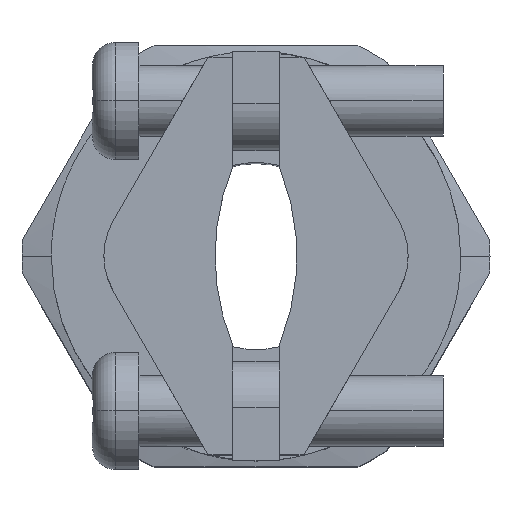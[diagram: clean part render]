
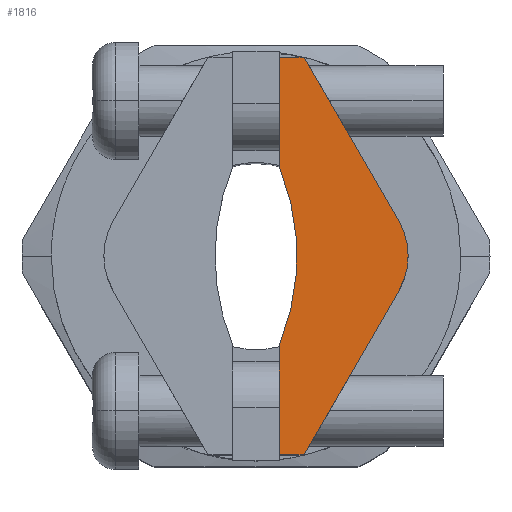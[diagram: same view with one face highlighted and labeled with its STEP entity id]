
A CAD part, top view. The second image highlights one B-rep face of the part: STEP entity #1816.
In plain terms, the highlighted planar face has unit normal (0, 0, 1).
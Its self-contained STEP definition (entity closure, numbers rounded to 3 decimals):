
#1028 = EDGE_CURVE ( 'NONE', #1073, #1074, #3572, .T. ) ;
#1068 = VERTEX_POINT ( 'NONE', #3687 ) ;
#1073 = VERTEX_POINT ( 'NONE', #3716 ) ;
#1074 = VERTEX_POINT ( 'NONE', #3671 ) ;
#1104 = EDGE_CURVE ( 'NONE', #1108, #1068, #3679, .T. ) ;
#1108 = VERTEX_POINT ( 'NONE', #3690 ) ;
#1291 = VERTEX_POINT ( 'NONE', #3934 ) ;
#1426 = ORIENTED_EDGE ( 'NONE', *, *, #1737, .F. ) ;
#1427 = EDGE_CURVE ( 'NONE', #1526, #1108, #4242, .T. ) ;
#1428 = ORIENTED_EDGE ( 'NONE', *, *, #1104, .F. ) ;
#1480 = EDGE_CURVE ( 'NONE', #1524, #1526, #4444, .T. ) ;
#1481 = EDGE_CURVE ( 'NONE', #1561, #1524, #4329, .T. ) ;
#1524 = VERTEX_POINT ( 'NONE', #4405 ) ;
#1526 = VERTEX_POINT ( 'NONE', #4406 ) ;
#1547 = EDGE_CURVE ( 'NONE', #1291, #1561, #4391, .T. ) ;
#1548 = EDGE_CURVE ( 'NONE', #1583, #1291, #4371, .T. ) ;
#1553 = ORIENTED_EDGE ( 'NONE', *, *, #1547, .F. ) ;
#1554 = ORIENTED_EDGE ( 'NONE', *, *, #1028, .F. ) ;
#1555 = EDGE_CURVE ( 'NONE', #1074, #1652, #4337, .T. ) ;
#1556 = ORIENTED_EDGE ( 'NONE', *, *, #1555, .F. ) ;
#1557 = ORIENTED_EDGE ( 'NONE', *, *, #1427, .F. ) ;
#1561 = VERTEX_POINT ( 'NONE', #4450 ) ;
#1583 = VERTEX_POINT ( 'NONE', #4528 ) ;
#1652 = VERTEX_POINT ( 'NONE', #4500 ) ;
#1653 = ORIENTED_EDGE ( 'NONE', *, *, #1481, .F. ) ;
#1655 = EDGE_CURVE ( 'NONE', #1652, #1583, #4516, .T. ) ;
#1656 = ORIENTED_EDGE ( 'NONE', *, *, #1548, .F. ) ;
#1719 = EDGE_LOOP ( 'NONE', ( #1720, #1653, #1553, #1656, #1817, #1556, #1554, #1426, #1428, #1557 ) ) ;
#1720 = ORIENTED_EDGE ( 'NONE', *, *, #1480, .F. ) ;
#1737 = EDGE_CURVE ( 'NONE', #1068, #1073, #4695, .T. ) ;
#1816 = ADVANCED_FACE ( 'NONE', ( #4575 ), #4625, .T. ) ;
#1817 = ORIENTED_EDGE ( 'NONE', *, *, #1655, .F. ) ;
#3572 = LINE ( 'NONE', #3611, #3610 ) ;
#3609 = DIRECTION ( 'NONE',  ( 0., 1., 0. ) ) ;
#3610 = VECTOR ( 'NONE', #3609, 1000. ) ;
#3611 = CARTESIAN_POINT ( 'NONE',  ( 1., 3.8, 31.5 ) ) ;
#3638 = DIRECTION ( 'NONE',  ( 0., 1., 0. ) ) ;
#3639 = VECTOR ( 'NONE', #3638, 1000. ) ;
#3671 = CARTESIAN_POINT ( 'NONE',  ( 1., 5.177, 31.5 ) ) ;
#3678 = CARTESIAN_POINT ( 'NONE',  ( 1., -3.8, 31.5 ) ) ;
#3679 = LINE ( 'NONE', #3678, #3639 ) ;
#3687 = CARTESIAN_POINT ( 'NONE',  ( 1., -3.8, 31.5 ) ) ;
#3690 = CARTESIAN_POINT ( 'NONE',  ( 1., -5.177, 31.5 ) ) ;
#3716 = CARTESIAN_POINT ( 'NONE',  ( 1., 3.8, 31.5 ) ) ;
#3934 = CARTESIAN_POINT ( 'NONE',  ( 6.098, 1.5, 31.5 ) ) ;
#3956 = AXIS2_PLACEMENT_3D ( 'NONE', #4113, #4136, #4187 ) ;
#4113 = CARTESIAN_POINT ( 'NONE',  ( 3.5, 0., 31.5 ) ) ;
#4136 = DIRECTION ( 'NONE',  ( 0., 0., 1. ) ) ;
#4187 = DIRECTION ( 'NONE',  ( -1., 0., 0. ) ) ;
#4215 = VECTOR ( 'NONE', #4239, 1000. ) ;
#4216 = CARTESIAN_POINT ( 'NONE',  ( 1., -3.8, 31.5 ) ) ;
#4239 = DIRECTION ( 'NONE',  ( 0., 1., 0. ) ) ;
#4242 = LINE ( 'NONE', #4216, #4215 ) ;
#4329 = LINE ( 'NONE', #4352, #4351 ) ;
#4334 = DIRECTION ( 'NONE',  ( 0., 1., 0. ) ) ;
#4335 = VECTOR ( 'NONE', #4334, 1000. ) ;
#4336 = CARTESIAN_POINT ( 'NONE',  ( 1., 3.8, 31.5 ) ) ;
#4337 = LINE ( 'NONE', #4336, #4335 ) ;
#4350 = DIRECTION ( 'NONE',  ( -0.5, -0.866, 0. ) ) ;
#4351 = VECTOR ( 'NONE', #4350, 1000. ) ;
#4352 = CARTESIAN_POINT ( 'NONE',  ( 2.057, -8.5, 31.5 ) ) ;
#4357 = AXIS2_PLACEMENT_3D ( 'NONE', #4384, #4385, #4374 ) ;
#4368 = DIRECTION ( 'NONE',  ( 0.5, -0.866, 0. ) ) ;
#4369 = VECTOR ( 'NONE', #4368, 1000. ) ;
#4370 = CARTESIAN_POINT ( 'NONE',  ( 2.057, 8.5, 31.5 ) ) ;
#4371 = LINE ( 'NONE', #4370, #4369 ) ;
#4374 = DIRECTION ( 'NONE',  ( -1., 0., 0. ) ) ;
#4384 = CARTESIAN_POINT ( 'NONE',  ( 3.5, 0., 31.5 ) ) ;
#4385 = DIRECTION ( 'NONE',  ( 0., 0., -1. ) ) ;
#4391 = CIRCLE ( 'NONE', #4357, 3. ) ;
#4403 = CARTESIAN_POINT ( 'NONE',  ( 1., -8.5, 31.5 ) ) ;
#4405 = CARTESIAN_POINT ( 'NONE',  ( 2.057, -8.5, 31.5 ) ) ;
#4406 = CARTESIAN_POINT ( 'NONE',  ( 1., -8.5, 31.5 ) ) ;
#4424 = DIRECTION ( 'NONE',  ( -1., 0., 0. ) ) ;
#4425 = VECTOR ( 'NONE', #4424, 1000. ) ;
#4444 = LINE ( 'NONE', #4403, #4425 ) ;
#4450 = CARTESIAN_POINT ( 'NONE',  ( 6.098, -1.5, 31.5 ) ) ;
#4500 = CARTESIAN_POINT ( 'NONE',  ( 1., 8.5, 31.5 ) ) ;
#4513 = DIRECTION ( 'NONE',  ( 1., 0., 0. ) ) ;
#4514 = VECTOR ( 'NONE', #4513, 1000. ) ;
#4515 = CARTESIAN_POINT ( 'NONE',  ( 1., 8.5, 31.5 ) ) ;
#4516 = LINE ( 'NONE', #4515, #4514 ) ;
#4528 = CARTESIAN_POINT ( 'NONE',  ( 2.057, 8.5, 31.5 ) ) ;
#4575 = FACE_OUTER_BOUND ( 'NONE', #1719, .T. ) ;
#4583 = CARTESIAN_POINT ( 'NONE',  ( -8.25, 0., 31.5 ) ) ;
#4625 = PLANE ( 'NONE',  #3956 ) ;
#4678 = DIRECTION ( 'NONE',  ( -1., 0., 0. ) ) ;
#4679 = DIRECTION ( 'NONE',  ( 0., 0., 1. ) ) ;
#4691 = AXIS2_PLACEMENT_3D ( 'NONE', #4583, #4679, #4678 ) ;
#4695 = CIRCLE ( 'NONE', #4691, 10. ) ;
